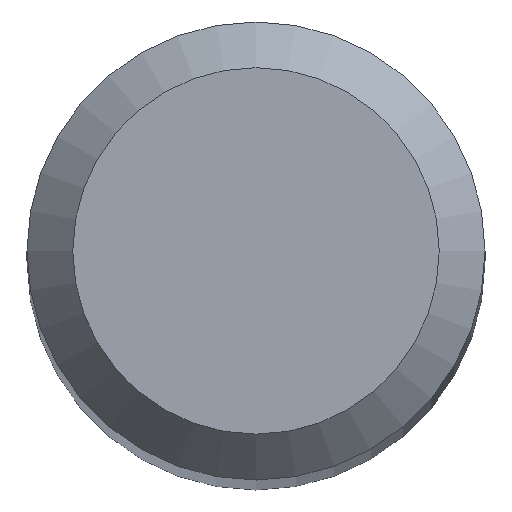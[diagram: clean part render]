
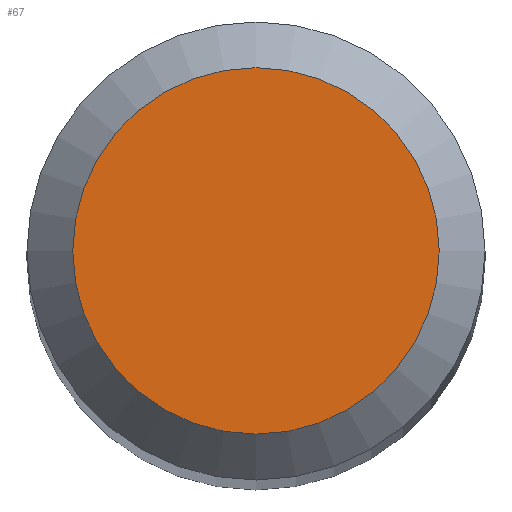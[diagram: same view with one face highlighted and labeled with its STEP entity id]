
A CAD part, top view. The second image highlights one B-rep face of the part: STEP entity #67.
In plain terms, the highlighted planar face has unit normal (0, 0, 1).
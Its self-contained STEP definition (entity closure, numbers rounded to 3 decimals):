
#11 = AXIS2_PLACEMENT_3D ( 'NONE', #91, #239, #78 ) ;
#32 = AXIS2_PLACEMENT_3D ( 'NONE', #110, #168, #242 ) ;
#57 = EDGE_CURVE ( 'NONE', #82, #82, #232, .T. ) ;
#67 = ADVANCED_FACE ( 'NONE', ( #182 ), #184, .F. ) ;
#78 = DIRECTION ( 'NONE',  ( 0., 1., 0. ) ) ;
#82 = VERTEX_POINT ( 'NONE', #173 ) ;
#91 = CARTESIAN_POINT ( 'NONE',  ( 0., 0., 38. ) ) ;
#110 = CARTESIAN_POINT ( 'NONE',  ( 0., 0., 38. ) ) ;
#135 = EDGE_LOOP ( 'NONE', ( #241 ) ) ;
#168 = DIRECTION ( 'NONE',  ( 0., 0., -1. ) ) ;
#173 = CARTESIAN_POINT ( 'NONE',  ( 0., 0.8, 38. ) ) ;
#182 = FACE_OUTER_BOUND ( 'NONE', #135, .T. ) ;
#184 = PLANE ( 'NONE',  #11 ) ;
#232 = CIRCLE ( 'NONE', #32, 0.8 ) ;
#239 = DIRECTION ( 'NONE',  ( 0., 0., -1. ) ) ;
#241 = ORIENTED_EDGE ( 'NONE', *, *, #57, .F. ) ;
#242 = DIRECTION ( 'NONE',  ( 0., 1., 0. ) ) ;
